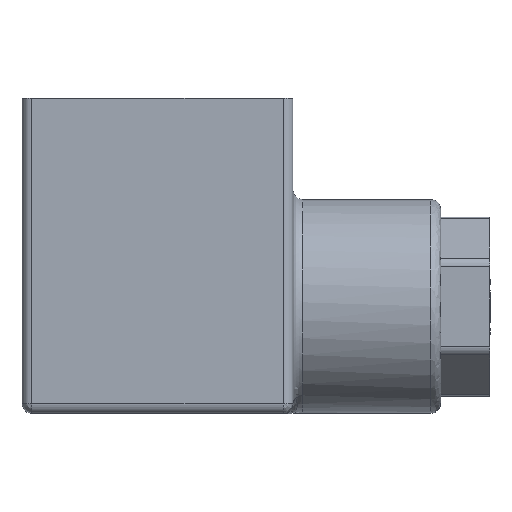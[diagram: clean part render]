
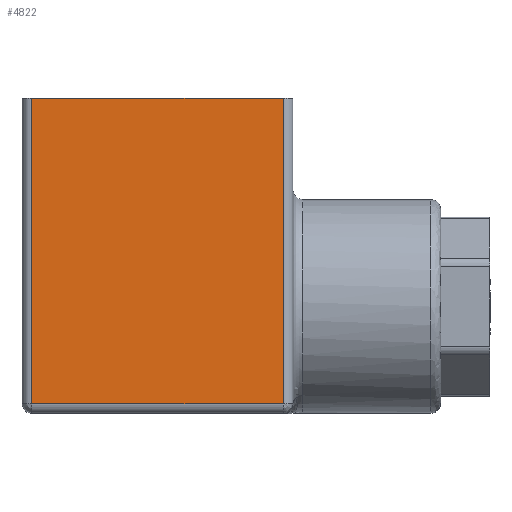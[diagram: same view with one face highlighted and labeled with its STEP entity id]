
A CAD part, left-side view. The second image highlights one B-rep face of the part: STEP entity #4822.
In plain terms, the highlighted planar face has unit normal (-1, 0, 0).
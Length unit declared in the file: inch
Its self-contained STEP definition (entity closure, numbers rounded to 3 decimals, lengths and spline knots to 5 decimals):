
#20 = CARTESIAN_POINT ( 'NONE',  ( -0.52559, 0.50197, 0. ) ) ;
#36 = CARTESIAN_POINT ( 'NONE',  ( -0.52559, -0.50197, -1.22047 ) ) ;
#430 = DIRECTION ( 'NONE',  ( 0., -1., 0. ) ) ;
#1053 = EDGE_CURVE ( 'NONE', #2791, #9592, #2423, .T. ) ;
#1608 = DIRECTION ( 'NONE',  ( 0., 1., 0. ) ) ;
#1663 = EDGE_LOOP ( 'NONE', ( #8099, #9331, #9475, #5270 ) ) ;
#1681 = DIRECTION ( 'NONE',  ( 0., 0., 1. ) ) ;
#1925 = VECTOR ( 'NONE', #3954, 39.37008 ) ;
#2072 = EDGE_CURVE ( 'NONE', #7342, #2791, #9474, .T. ) ;
#2111 = EDGE_CURVE ( 'NONE', #5146, #7342, #7889, .T. ) ;
#2423 = LINE ( 'NONE', #8476, #6352 ) ;
#2639 = DIRECTION ( 'NONE',  ( 0., -1., 0. ) ) ;
#2791 = VERTEX_POINT ( 'NONE', #36 ) ;
#3718 = FACE_OUTER_BOUND ( 'NONE', #1663, .T. ) ;
#3954 = DIRECTION ( 'NONE',  ( 0., 0., -1. ) ) ;
#4546 = VECTOR ( 'NONE', #1608, 39.37008 ) ;
#4607 = DIRECTION ( 'NONE',  ( -1., 0., 0. ) ) ;
#4763 = CARTESIAN_POINT ( 'NONE',  ( -0.52559, 0.50197, -1.25984 ) ) ;
#4802 = AXIS2_PLACEMENT_3D ( 'NONE', #8187, #4607, #430 ) ;
#4822 = ADVANCED_FACE ( 'NONE', ( #3718 ), #7588, .T. ) ;
#5146 = VERTEX_POINT ( 'NONE', #20 ) ;
#5270 = ORIENTED_EDGE ( 'NONE', *, *, #1053, .T. ) ;
#5276 = VECTOR ( 'NONE', #2639, 39.37008 ) ;
#6263 = CARTESIAN_POINT ( 'NONE',  ( -0.52559, 0.50197, -1.22047 ) ) ;
#6352 = VECTOR ( 'NONE', #1681, 39.37008 ) ;
#6905 = CARTESIAN_POINT ( 'NONE',  ( -0.52559, 0.54134, 0. ) ) ;
#6955 = LINE ( 'NONE', #6905, #4546 ) ;
#7277 = EDGE_CURVE ( 'NONE', #9592, #5146, #6955, .T. ) ;
#7342 = VERTEX_POINT ( 'NONE', #6263 ) ;
#7588 = PLANE ( 'NONE',  #4802 ) ;
#7889 = LINE ( 'NONE', #4763, #1925 ) ;
#7948 = CARTESIAN_POINT ( 'NONE',  ( -0.52559, 0.54134, -1.22047 ) ) ;
#8099 = ORIENTED_EDGE ( 'NONE', *, *, #7277, .T. ) ;
#8187 = CARTESIAN_POINT ( 'NONE',  ( -0.52559, 0.54134, -1.25984 ) ) ;
#8476 = CARTESIAN_POINT ( 'NONE',  ( -0.52559, -0.50197, -1.25984 ) ) ;
#9331 = ORIENTED_EDGE ( 'NONE', *, *, #2111, .T. ) ;
#9474 = LINE ( 'NONE', #7948, #5276 ) ;
#9475 = ORIENTED_EDGE ( 'NONE', *, *, #2072, .T. ) ;
#9592 = VERTEX_POINT ( 'NONE', #9770 ) ;
#9770 = CARTESIAN_POINT ( 'NONE',  ( -0.52559, -0.50197, 0. ) ) ;
